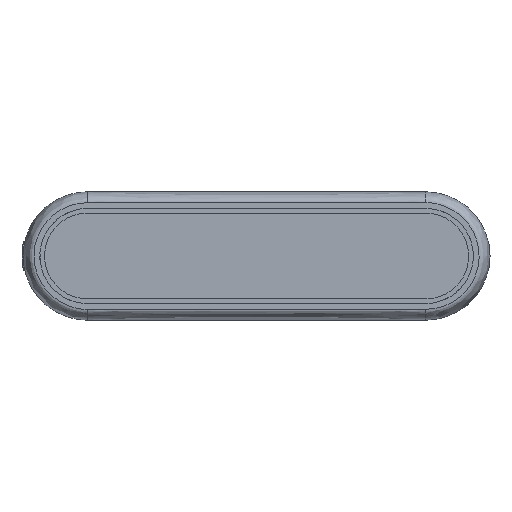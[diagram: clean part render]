
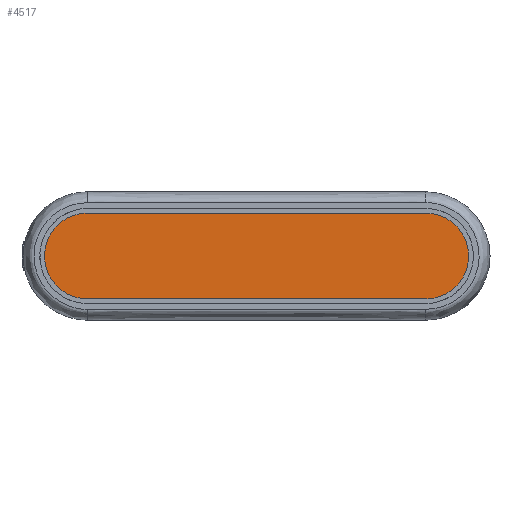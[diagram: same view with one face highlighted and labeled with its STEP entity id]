
A CAD part, front view. The second image highlights one B-rep face of the part: STEP entity #4517.
In plain terms, the highlighted planar face has unit normal (0, -1, 0).
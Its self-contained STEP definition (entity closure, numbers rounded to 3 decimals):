
#4389=CARTESIAN_POINT('',(-29.,-48.5,-7.34));
#4390=VERTEX_POINT('',#4389);
#4391=CARTESIAN_POINT('',(-29.,-48.5,7.34));
#4392=VERTEX_POINT('',#4391);
#4393=CARTESIAN_POINT('',(-29.,-48.5,-7.34));
#4394=CARTESIAN_POINT('',(-29.955,-48.5,-7.34));
#4395=CARTESIAN_POINT('',(-31.887,-48.5,-6.957));
#4396=CARTESIAN_POINT('',(-34.325,-48.5,-5.324));
#4397=CARTESIAN_POINT('',(-35.957,-48.5,-2.884));
#4398=CARTESIAN_POINT('',(-36.531,-48.5,-0.006));
#4399=CARTESIAN_POINT('',(-35.961,-48.5,2.875));
#4400=CARTESIAN_POINT('',(-34.329,-48.5,5.321));
#4401=CARTESIAN_POINT('',(-31.889,-48.5,6.956));
#4402=CARTESIAN_POINT('',(-29.956,-48.5,7.34));
#4403=CARTESIAN_POINT('',(-29.,-48.5,7.34));
#4404=B_SPLINE_CURVE_WITH_KNOTS('',3,(#4393,#4394,#4395,#4396,#4397,#4398,#4399,#4400,#4401,#4402,#4403),.UNSPECIFIED.,.F.,.F.,(4,1,1,1,1,1,1,1,4),(0.,0.125,0.25,0.375,0.5,0.625,0.75,0.875,1.),.UNSPECIFIED.);
#4405=EDGE_CURVE('',#4390,#4392,#4404,.T.);
#4428=CARTESIAN_POINT('',(29.,-48.5,7.34));
#4429=VERTEX_POINT('',#4428);
#4430=CARTESIAN_POINT('',(-29.,-48.5,7.34));
#4431=DIRECTION('',(1.,0.,0.));
#4432=VECTOR('',#4431,58.);
#4433=LINE('',#4430,#4432);
#4434=EDGE_CURVE('',#4392,#4429,#4433,.T.);
#4462=CARTESIAN_POINT('',(29.,-48.5,-7.34));
#4463=VERTEX_POINT('',#4462);
#4464=CARTESIAN_POINT('',(29.,-48.5,7.34));
#4465=CARTESIAN_POINT('',(29.955,-48.5,7.34));
#4466=CARTESIAN_POINT('',(31.887,-48.5,6.957));
#4467=CARTESIAN_POINT('',(34.325,-48.5,5.324));
#4468=CARTESIAN_POINT('',(35.957,-48.5,2.884));
#4469=CARTESIAN_POINT('',(36.531,-48.5,0.006));
#4470=CARTESIAN_POINT('',(35.961,-48.5,-2.875));
#4471=CARTESIAN_POINT('',(34.329,-48.5,-5.321));
#4472=CARTESIAN_POINT('',(31.889,-48.5,-6.956));
#4473=CARTESIAN_POINT('',(29.956,-48.5,-7.34));
#4474=CARTESIAN_POINT('',(29.,-48.5,-7.34));
#4475=B_SPLINE_CURVE_WITH_KNOTS('',3,(#4464,#4465,#4466,#4467,#4468,#4469,#4470,#4471,#4472,#4473,#4474),.UNSPECIFIED.,.F.,.F.,(4,1,1,1,1,1,1,1,4),(0.,0.125,0.25,0.375,0.5,0.625,0.75,0.875,1.),.UNSPECIFIED.);
#4476=EDGE_CURVE('',#4429,#4463,#4475,.T.);
#4494=CARTESIAN_POINT('',(29.,-48.5,-7.34));
#4495=DIRECTION('',(-1.,0.,0.));
#4496=VECTOR('',#4495,58.);
#4497=LINE('',#4494,#4496);
#4498=EDGE_CURVE('',#4463,#4390,#4497,.T.);
#4506=CARTESIAN_POINT('',(-29.,-48.5,0.));
#4507=DIRECTION('',(0.,1.,0.));
#4508=DIRECTION('',(0.,0.,1.));
#4509=AXIS2_PLACEMENT_3D('',#4506,#4507,#4508);
#4510=PLANE('',#4509);
#4511=ORIENTED_EDGE('',*,*,#4434,.F.);
#4512=ORIENTED_EDGE('',*,*,#4405,.F.);
#4513=ORIENTED_EDGE('',*,*,#4498,.F.);
#4514=ORIENTED_EDGE('',*,*,#4476,.F.);
#4515=EDGE_LOOP('',(#4511,#4512,#4513,#4514));
#4516=FACE_BOUND('',#4515,.T.);
#4517=ADVANCED_FACE('',(#4516),#4510,.F.);
